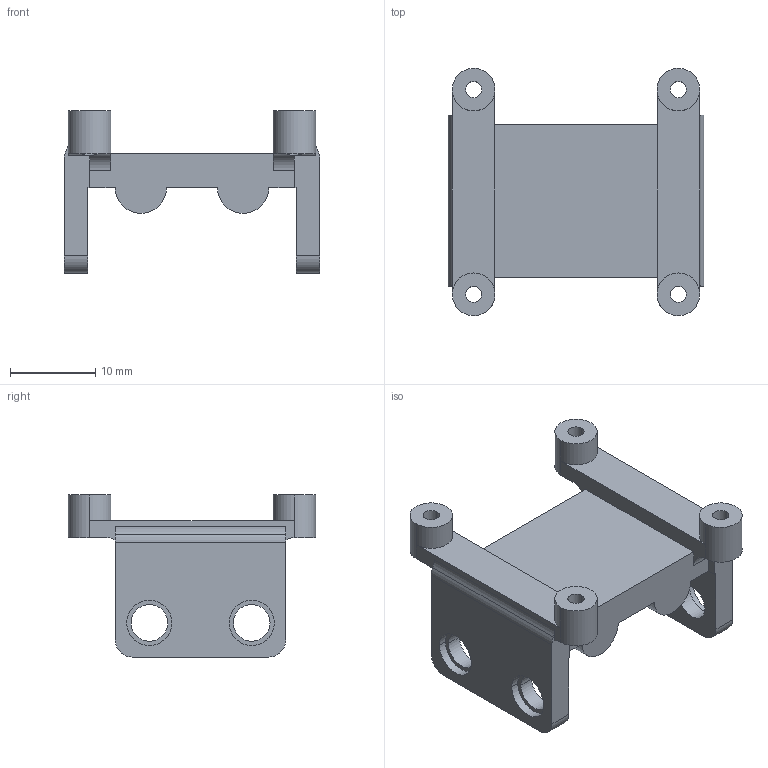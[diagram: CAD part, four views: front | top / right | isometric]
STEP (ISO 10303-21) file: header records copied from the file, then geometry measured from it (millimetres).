
FILE_DESCRIPTION (( 'STEP AP203' ), '1' );
FILE_NAME ('Camera_Frame_Default_sldprt.STEP', '2021-01-18T18:43:00', ( '' ), ( '' ), 'SwSTEP 2.0', 'SolidWorks 2020', '' );
FILE_SCHEMA (( 'CONFIG_CONTROL_DESIGN' ));
Length unit declared in the file: millimetre
Products named in the file (1): Camera_Frame_Default_sldprt
Bounding box: 30 x 29 x 19 mm (x, y, z)
Volume: 3993.4 mm3; surface area: 3296 mm2
Topology: 1 solids, 1 shells, 90 faces, 242 edges, 156 vertices
Faces by surface type: cylinder 48, plane 42
Entity records: 2975 total; most frequent: CARTESIAN_POINT 523, DIRECTION 520, ORIENTED_EDGE 484, EDGE_CURVE 242, AXIS2_PLACEMENT_3D 189, VERTEX_POINT 156, VECTOR 142, LINE 142
